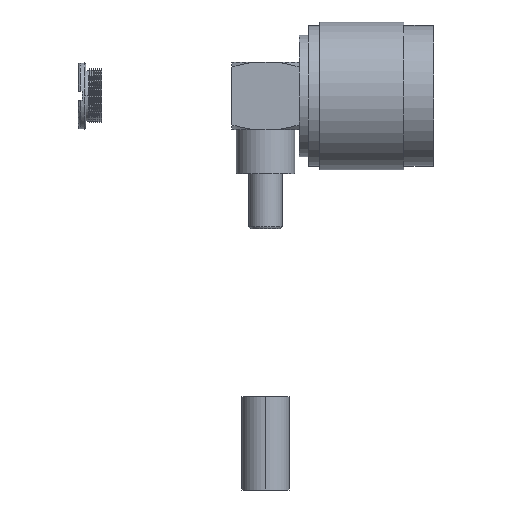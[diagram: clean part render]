
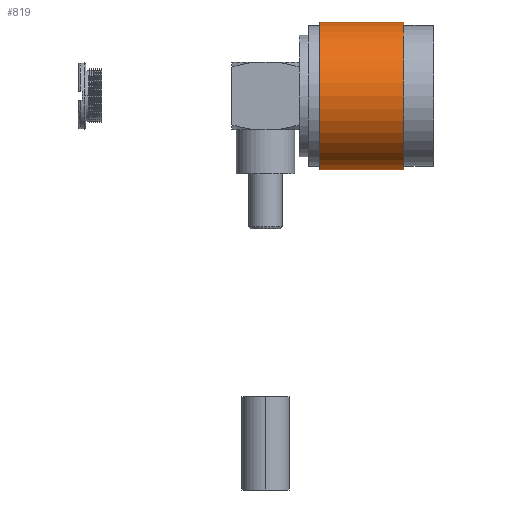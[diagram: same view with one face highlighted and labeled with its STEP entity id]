
A CAD part, left-side view. The second image highlights one B-rep face of the part: STEP entity #819.
In plain terms, the highlighted cylindrical face has radius 10.058 mm (diameter 20.116 mm), a partial arc.
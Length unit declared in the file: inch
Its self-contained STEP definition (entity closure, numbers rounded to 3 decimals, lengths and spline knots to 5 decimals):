
#262 = VERTEX_POINT ( 'NONE', #2084 ) ;
#283 = VERTEX_POINT ( 'NONE', #2110 ) ;
#336 = VERTEX_POINT ( 'NONE', #2330 ) ;
#483 = EDGE_CURVE ( 'NONE', #283, #262, #2546, .T. ) ;
#486 = VERTEX_POINT ( 'NONE', #2547 ) ;
#541 = EDGE_CURVE ( 'NONE', #336, #486, #2774, .T. ) ;
#819 = ADVANCED_FACE ( 'NONE', ( #3131 ), #3130, .T. ) ;
#822 = ORIENTED_EDGE ( 'NONE', *, *, #541, .T. ) ;
#823 = ORIENTED_EDGE ( 'NONE', *, *, #878, .T. ) ;
#832 = EDGE_LOOP ( 'NONE', ( #879, #823, #822, #865 ) ) ;
#865 = ORIENTED_EDGE ( 'NONE', *, *, #880, .F. ) ;
#878 = EDGE_CURVE ( 'NONE', #283, #336, #3327, .T. ) ;
#879 = ORIENTED_EDGE ( 'NONE', *, *, #483, .F. ) ;
#880 = EDGE_CURVE ( 'NONE', #262, #486, #3294, .T. ) ;
#2084 = CARTESIAN_POINT ( 'NONE',  ( 0., -0.74, 0.39599 ) ) ;
#2110 = CARTESIAN_POINT ( 'NONE',  ( 0., -0.29, 0.39599 ) ) ;
#2330 = CARTESIAN_POINT ( 'NONE',  ( 0., -0.29, -0.39599 ) ) ;
#2546 = LINE ( 'NONE', #2708, #2676 ) ;
#2547 = CARTESIAN_POINT ( 'NONE',  ( 0., -0.74, -0.39599 ) ) ;
#2675 = DIRECTION ( 'NONE',  ( 0., -1., 0. ) ) ;
#2676 = VECTOR ( 'NONE', #2675, 39.37008 ) ;
#2708 = CARTESIAN_POINT ( 'NONE',  ( 0., -0.11, 0.39599 ) ) ;
#2774 = LINE ( 'NONE', #2804, #2851 ) ;
#2804 = CARTESIAN_POINT ( 'NONE',  ( 0., -0.11, -0.39599 ) ) ;
#2850 = DIRECTION ( 'NONE',  ( 0., -1., 0. ) ) ;
#2851 = VECTOR ( 'NONE', #2850, 39.37008 ) ;
#3130 = CYLINDRICAL_SURFACE ( 'NONE', #3255, 0.39599 ) ;
#3131 = FACE_OUTER_BOUND ( 'NONE', #832, .T. ) ;
#3255 = AXIS2_PLACEMENT_3D ( 'NONE', #3299, #3302, #3301 ) ;
#3290 = CARTESIAN_POINT ( 'NONE',  ( 0., -0.29, 0. ) ) ;
#3291 = AXIS2_PLACEMENT_3D ( 'NONE', #3290, #3322, #3321 ) ;
#3292 = CARTESIAN_POINT ( 'NONE',  ( 0., -0.74, 0. ) ) ;
#3294 = CIRCLE ( 'NONE', #3316, 0.39599 ) ;
#3299 = CARTESIAN_POINT ( 'NONE',  ( 0., -0.11, 0. ) ) ;
#3301 = DIRECTION ( 'NONE',  ( 0., 0., -1. ) ) ;
#3302 = DIRECTION ( 'NONE',  ( 0., -1., 0. ) ) ;
#3314 = DIRECTION ( 'NONE',  ( 0., 0., -1. ) ) ;
#3315 = DIRECTION ( 'NONE',  ( 0., -1., 0. ) ) ;
#3316 = AXIS2_PLACEMENT_3D ( 'NONE', #3292, #3315, #3314 ) ;
#3321 = DIRECTION ( 'NONE',  ( 0., 0., -1. ) ) ;
#3322 = DIRECTION ( 'NONE',  ( 0., -1., 0. ) ) ;
#3327 = CIRCLE ( 'NONE', #3291, 0.39599 ) ;
